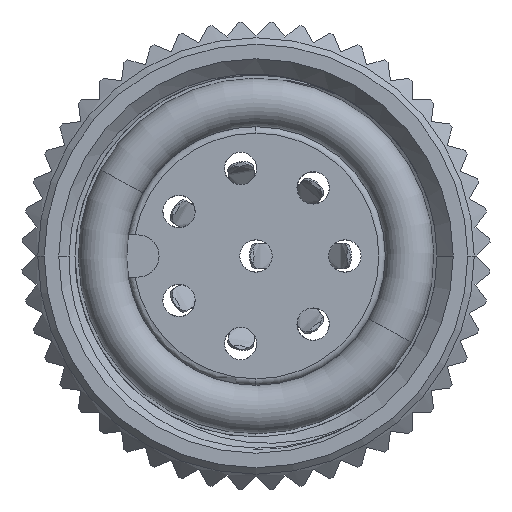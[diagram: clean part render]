
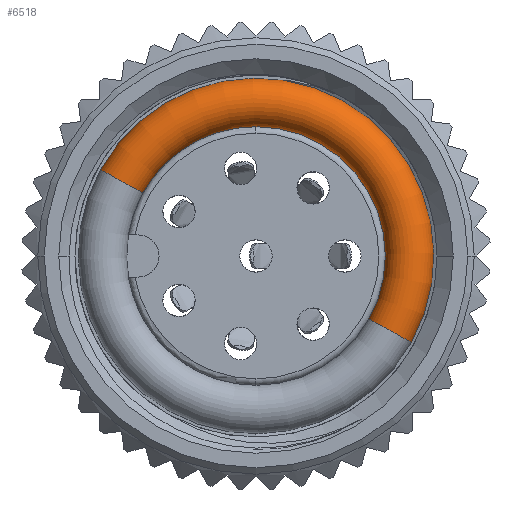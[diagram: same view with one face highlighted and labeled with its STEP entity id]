
A CAD part, left-side view. The second image highlights one B-rep face of the part: STEP entity #6518.
In plain terms, the highlighted toroidal (fillet/blend) face has major radius 4.75 mm and minor radius 0.75 mm.
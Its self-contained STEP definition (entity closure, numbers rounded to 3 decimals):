
#687 = ORIENTED_EDGE ( 'NONE', *, *, #12737, .T. ) ;
#1737 = ORIENTED_EDGE ( 'NONE', *, *, #2724, .F. ) ;
#1846 = DIRECTION ( 'NONE',  ( -1., 0., 0. ) ) ;
#1962 = DIRECTION ( 'NONE',  ( 0., 0., 1. ) ) ;
#2655 = AXIS2_PLACEMENT_3D ( 'NONE', #16427, #8608, #7517 ) ;
#2724 = EDGE_CURVE ( 'NONE', #8080, #5547, #12955, .T. ) ;
#2973 = CIRCLE ( 'NONE', #2655, 4. ) ;
#3054 = CIRCLE ( 'NONE', #13454, 5.5 ) ;
#4522 = CARTESIAN_POINT ( 'NONE',  ( 0., 0., 4. ) ) ;
#4703 = ORIENTED_EDGE ( 'NONE', *, *, #16700, .F. ) ;
#5230 = DIRECTION ( 'NONE',  ( 0., 0., 1. ) ) ;
#5289 = EDGE_LOOP ( 'NONE', ( #1737, #687, #8726, #4703 ) ) ;
#5524 = CARTESIAN_POINT ( 'NONE',  ( 0., 0., -4. ) ) ;
#5547 = VERTEX_POINT ( 'NONE', #5524 ) ;
#6518 = ADVANCED_FACE ( 'NONE', ( #11792 ), #8331, .T. ) ;
#7159 = CARTESIAN_POINT ( 'NONE',  ( 0., 0., -4.75 ) ) ;
#7517 = DIRECTION ( 'NONE',  ( 0., 0., 1. ) ) ;
#8045 = CIRCLE ( 'NONE', #15840, 0.75 ) ;
#8080 = VERTEX_POINT ( 'NONE', #12788 ) ;
#8331 = TOROIDAL_SURFACE ( 'NONE', #10294, 4.75, 0.75 ) ;
#8608 = DIRECTION ( 'NONE',  ( -1., 0., 0. ) ) ;
#8726 = ORIENTED_EDGE ( 'NONE', *, *, #16270, .T. ) ;
#9660 = CARTESIAN_POINT ( 'NONE',  ( 0., 0., 0. ) ) ;
#10072 = VERTEX_POINT ( 'NONE', #12938 ) ;
#10157 = CARTESIAN_POINT ( 'NONE',  ( 0., 0., 4.75 ) ) ;
#10294 = AXIS2_PLACEMENT_3D ( 'NONE', #9660, #1846, #12397 ) ;
#10375 = DIRECTION ( 'NONE',  ( -1., 0., 0. ) ) ;
#11473 = DIRECTION ( 'NONE',  ( 0., 0., -1. ) ) ;
#11792 = FACE_OUTER_BOUND ( 'NONE', #5289, .T. ) ;
#12397 = DIRECTION ( 'NONE',  ( 0., 0., 1. ) ) ;
#12737 = EDGE_CURVE ( 'NONE', #8080, #10072, #3054, .T. ) ;
#12788 = CARTESIAN_POINT ( 'NONE',  ( 0., 0., -5.5 ) ) ;
#12938 = CARTESIAN_POINT ( 'NONE',  ( 0., 0., 5.5 ) ) ;
#12955 = CIRCLE ( 'NONE', #16507, 0.75 ) ;
#13454 = AXIS2_PLACEMENT_3D ( 'NONE', #14307, #10375, #5230 ) ;
#14307 = CARTESIAN_POINT ( 'NONE',  ( 0., 0., 0. ) ) ;
#15000 = VERTEX_POINT ( 'NONE', #4522 ) ;
#15840 = AXIS2_PLACEMENT_3D ( 'NONE', #10157, #16785, #11473 ) ;
#16270 = EDGE_CURVE ( 'NONE', #10072, #15000, #8045, .T. ) ;
#16402 = DIRECTION ( 'NONE',  ( 0., 1., 0. ) ) ;
#16427 = CARTESIAN_POINT ( 'NONE',  ( 0., 0., 0. ) ) ;
#16507 = AXIS2_PLACEMENT_3D ( 'NONE', #7159, #16402, #1962 ) ;
#16700 = EDGE_CURVE ( 'NONE', #5547, #15000, #2973, .T. ) ;
#16785 = DIRECTION ( 'NONE',  ( 0., -1., 0. ) ) ;
